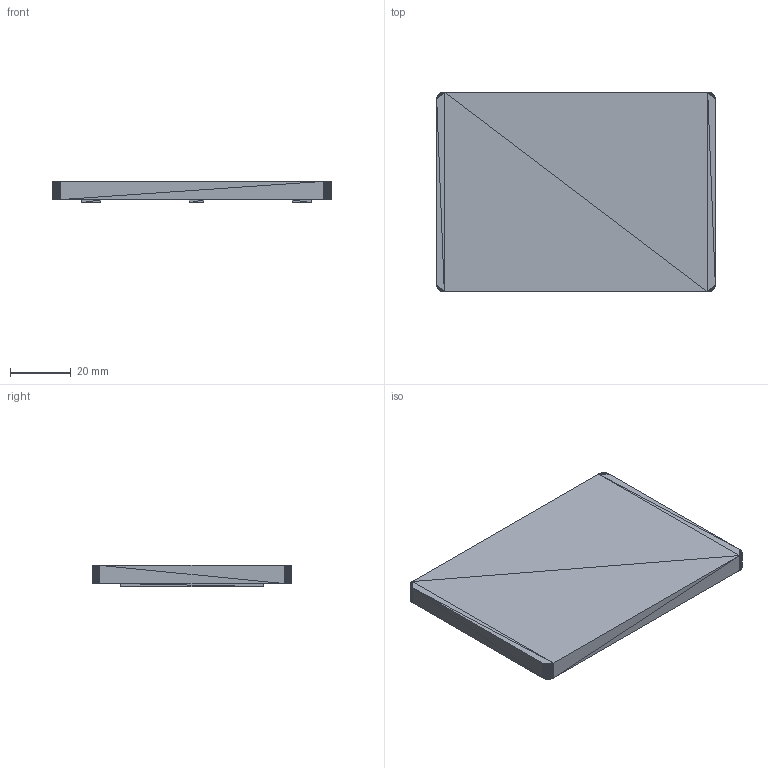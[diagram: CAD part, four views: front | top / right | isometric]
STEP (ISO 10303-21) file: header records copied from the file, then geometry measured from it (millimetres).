
FILE_DESCRIPTION(('FreeCAD Model'),'2;1');
FILE_NAME('M-Light Box (Lid).step','2022-09-04T18:52:10',( 'Author'),(''),'Open CASCADE STEP processor 7.3','FreeCAD','Unknown' );
FILE_SCHEMA(('AUTOMOTIVE_DESIGN { 1 0 10303 214 1 1 1 1 }'));
Length unit declared in the file: millimetre
Products named in the file (1): Light_Box_Lid001
Bounding box: 92 x 66 x 7 mm (x, y, z)
Surface area: 15552.9 mm2 (no closed solid volume)
Topology: 0 solids, 1 shells, 1788 faces, 2682 edges, 896 vertices
Faces by surface type: plane 1788
Entity records: 34899 total; most frequent: DIRECTION 6260, CARTESIAN_POINT 5367, ORIENTED_EDGE 5364, EDGE_CURVE 2682, LINE 2682, VECTOR 2682, AXIS2_PLACEMENT_3D 1789, ADVANCED_FACE 1788
